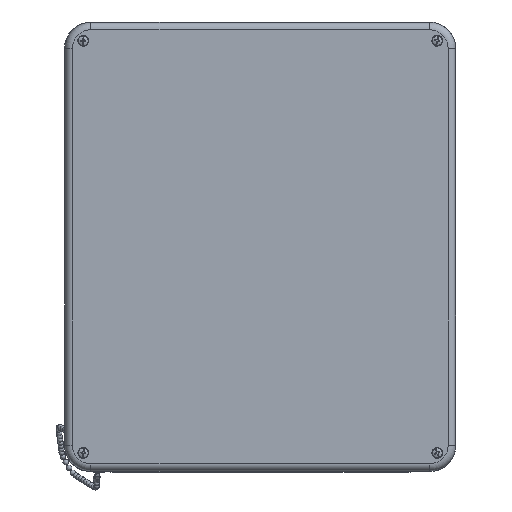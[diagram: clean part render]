
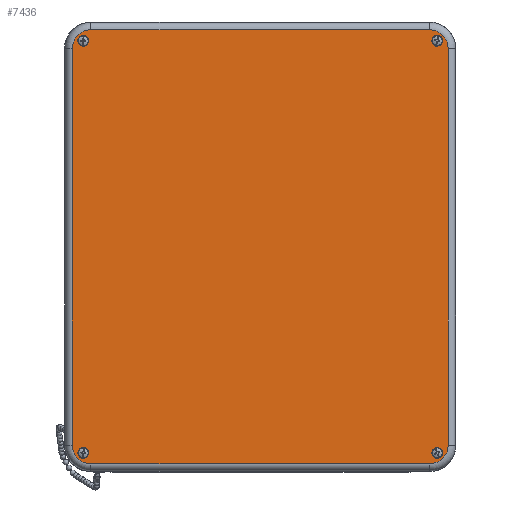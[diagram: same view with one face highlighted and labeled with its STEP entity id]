
A CAD part, top view. The second image highlights one B-rep face of the part: STEP entity #7436.
In plain terms, the highlighted planar face has unit normal (0, 0, 1).
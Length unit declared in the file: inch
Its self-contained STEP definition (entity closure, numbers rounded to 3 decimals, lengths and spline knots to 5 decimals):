
#597=LINE($,#13912,#921);
#599=LINE($,#13932,#923);
#602=LINE($,#13939,#926);
#604=LINE($,#13954,#928);
#921=VECTOR($,#10095,11.663);
#923=VECTOR($,#10119,13.66515);
#926=VECTOR($,#10126,13.66515);
#928=VECTOR($,#10146,11.663);
#1133=PLANE($,#8315);
#1490=FACE_BOUND($,#2512,.T.);
#1491=FACE_BOUND($,#2513,.T.);
#1492=FACE_BOUND($,#2514,.T.);
#1493=FACE_BOUND($,#2515,.T.);
#1923=FACE_OUTER_BOUND($,#2511,.T.);
#2511=EDGE_LOOP($,(#6156,#6157,#6158,#6159,#6160,#6161,#6162,#6163));
#2512=EDGE_LOOP($,(#6164));
#2513=EDGE_LOOP($,(#6165));
#2514=EDGE_LOOP($,(#6166));
#2515=EDGE_LOOP($,(#6167));
#3144=CIRCLE($,#8244,0.117);
#3146=CIRCLE($,#8247,0.117);
#3148=CIRCLE($,#8250,0.117);
#3150=CIRCLE($,#8253,0.117);
#3172=CIRCLE($,#8290,0.63807);
#3176=CIRCLE($,#8295,0.63807);
#3180=CIRCLE($,#8302,0.63807);
#3184=CIRCLE($,#8307,0.63807);
#3727=VERTEX_POINT($,#13823);
#3729=VERTEX_POINT($,#13828);
#3731=VERTEX_POINT($,#13833);
#3733=VERTEX_POINT($,#13838);
#3756=VERTEX_POINT($,#13909);
#3757=VERTEX_POINT($,#13911);
#3760=VERTEX_POINT($,#13918);
#3761=VERTEX_POINT($,#13923);
#3764=VERTEX_POINT($,#13930);
#3765=VERTEX_POINT($,#13935);
#3768=VERTEX_POINT($,#13942);
#3769=VERTEX_POINT($,#13947);
#4578=EDGE_CURVE($,#3727,#3727,#3144,.T.);
#4580=EDGE_CURVE($,#3729,#3729,#3146,.T.);
#4582=EDGE_CURVE($,#3731,#3731,#3148,.T.);
#4584=EDGE_CURVE($,#3733,#3733,#3150,.T.);
#4619=EDGE_CURVE($,#3756,#3757,#597,.T.);
#4623=EDGE_CURVE($,#3760,#3756,#3172,.T.);
#4627=EDGE_CURVE($,#3757,#3761,#3176,.T.);
#4629=EDGE_CURVE($,#3764,#3760,#599,.T.);
#4633=EDGE_CURVE($,#3761,#3765,#602,.T.);
#4635=EDGE_CURVE($,#3768,#3764,#3180,.T.);
#4639=EDGE_CURVE($,#3765,#3769,#3184,.T.);
#4641=EDGE_CURVE($,#3769,#3768,#604,.T.);
#6156=ORIENTED_EDGE($,*,*,#4619,.F.);
#6157=ORIENTED_EDGE($,*,*,#4623,.F.);
#6158=ORIENTED_EDGE($,*,*,#4629,.F.);
#6159=ORIENTED_EDGE($,*,*,#4635,.F.);
#6160=ORIENTED_EDGE($,*,*,#4641,.F.);
#6161=ORIENTED_EDGE($,*,*,#4639,.F.);
#6162=ORIENTED_EDGE($,*,*,#4633,.F.);
#6163=ORIENTED_EDGE($,*,*,#4627,.F.);
#6164=ORIENTED_EDGE($,*,*,#4578,.T.);
#6165=ORIENTED_EDGE($,*,*,#4580,.T.);
#6166=ORIENTED_EDGE($,*,*,#4582,.T.);
#6167=ORIENTED_EDGE($,*,*,#4584,.T.);
#7436=ADVANCED_FACE($,(#1923,#1490,#1491,#1492,#1493),#1133,.T.);
#8244=AXIS2_PLACEMENT_3D($,#13824,#9994,#9995);
#8247=AXIS2_PLACEMENT_3D($,#13829,#10000,#10001);
#8250=AXIS2_PLACEMENT_3D($,#13834,#10006,#10007);
#8253=AXIS2_PLACEMENT_3D($,#13839,#10012,#10013);
#8290=AXIS2_PLACEMENT_3D($,#13920,#10103,#10104);
#8295=AXIS2_PLACEMENT_3D($,#13927,#10113,#10114);
#8302=AXIS2_PLACEMENT_3D($,#13944,#10131,#10132);
#8307=AXIS2_PLACEMENT_3D($,#13951,#10141,#10142);
#8315=AXIS2_PLACEMENT_3D($,#13973,#10166,#10167);
#9994=DIRECTION('center_axis',(0.,0.,-1.));
#9995=DIRECTION('ref_axis',(1.,0.,0.));
#10000=DIRECTION('center_axis',(0.,0.,-1.));
#10001=DIRECTION('ref_axis',(1.,0.,0.));
#10006=DIRECTION('center_axis',(0.,0.,-1.));
#10007=DIRECTION('ref_axis',(1.,0.,0.));
#10012=DIRECTION('center_axis',(0.,0.,-1.));
#10013=DIRECTION('ref_axis',(1.,0.,0.));
#10095=DIRECTION($,(1.,0.,0.));
#10103=DIRECTION('center_axis',(0.,0.,-1.));
#10104=DIRECTION('ref_axis',(-0.707,0.707,0.));
#10113=DIRECTION('center_axis',(0.,0.,-1.));
#10114=DIRECTION('ref_axis',(0.707,0.707,0.));
#10119=DIRECTION($,(0.,1.,0.));
#10126=DIRECTION($,(0.,-1.,0.));
#10131=DIRECTION('center_axis',(0.,0.,-1.));
#10132=DIRECTION('ref_axis',(-0.707,-0.707,0.));
#10141=DIRECTION('center_axis',(0.,0.,-1.));
#10142=DIRECTION('ref_axis',(0.707,-0.707,0.));
#10146=DIRECTION($,(-1.,0.,0.));
#10166=DIRECTION('center_axis',(0.,0.,1.));
#10167=DIRECTION('ref_axis',(1.,0.,0.));
#13823=CARTESIAN_POINT('',(6.21075,-7.09375,0.76));
#13824=CARTESIAN_POINT('Origin',(6.09375,-7.09375,0.76));
#13828=CARTESIAN_POINT('',(6.21075,7.09375,0.76));
#13829=CARTESIAN_POINT('Origin',(6.09375,7.09375,0.76));
#13833=CARTESIAN_POINT('',(-5.97675,-7.09375,0.76));
#13834=CARTESIAN_POINT('Origin',(-6.09375,-7.09375,0.76));
#13838=CARTESIAN_POINT('',(-5.97675,7.09375,0.76));
#13839=CARTESIAN_POINT('Origin',(-6.09375,7.09375,0.76));
#13909=CARTESIAN_POINT('',(-5.8315,7.47064,0.76));
#13911=CARTESIAN_POINT('',(5.8315,7.47064,0.76));
#13912=CARTESIAN_POINT($,(-5.8315,7.47064,0.76));
#13918=CARTESIAN_POINT('',(-6.46957,6.83258,0.76));
#13920=CARTESIAN_POINT('Origin',(-5.8315,6.83258,0.76));
#13923=CARTESIAN_POINT('',(6.46957,6.83258,0.76));
#13927=CARTESIAN_POINT('Origin',(5.8315,6.83258,0.76));
#13930=CARTESIAN_POINT('',(-6.46957,-6.83258,0.76));
#13932=CARTESIAN_POINT($,(-6.46957,-6.83258,0.76));
#13935=CARTESIAN_POINT('',(6.46957,-6.83258,0.76));
#13939=CARTESIAN_POINT($,(6.46957,6.83258,0.76));
#13942=CARTESIAN_POINT('',(-5.8315,-7.47064,0.76));
#13944=CARTESIAN_POINT('Origin',(-5.8315,-6.83258,0.76));
#13947=CARTESIAN_POINT('',(5.8315,-7.47064,0.76));
#13951=CARTESIAN_POINT('Origin',(5.8315,-6.83258,0.76));
#13954=CARTESIAN_POINT($,(5.8315,-7.47064,0.76));
#13973=CARTESIAN_POINT('Origin',(0.,0.,0.76));
